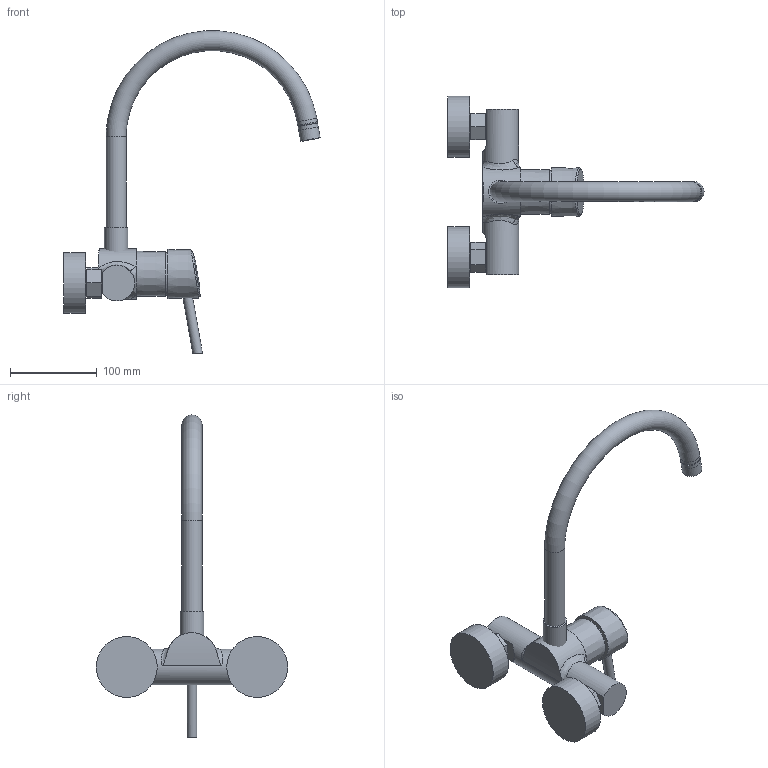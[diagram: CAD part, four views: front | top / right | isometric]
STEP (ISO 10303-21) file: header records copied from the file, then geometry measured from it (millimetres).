
FILE_DESCRIPTION(/* description */ ('Unknown'),/* implementation_level */ '2;1');
FILE_NAME(/* name */ '32667001',/* time_stamp */ '2022-09-09T06:26:08+02:00',/* author */ ('Unknown'),/* organization */ ('GROHE AG'),/* preprocessor_version */ 'ST-DEVELOPER v16.7',/* originating_system */ 'DEX',/* authorisation */ $);
FILE_SCHEMA (('AUTOMOTIVE_DESIGN {1 0 10303 214 3 1 1}'));
Length unit declared in the file: millimetre
Products named in the file (8): 32667001; 1; 32667001_0; 32667001_1; A_4282181_eurostyle_OHM shower mixer_housing-130905; id191; 02570038_NIPPEL_00974383
Assembly tree (7 placements, depth 2):
  32667001
    32667001
    1
    32667001_0
    32667001_1
    A_4282181_eurostyle_OHM shower mixer_housing-130905
    id191
    02570038_NIPPEL_00974383
Bounding box: 294.56 x 220 x 370.41 mm (x, y, z)
Volume: 586214.6 mm3; surface area: 124099.3 mm2
Topology: 5 solids, 14 shells, 59 faces, 174 edges, 128 vertices
Faces by surface type: plane 27, cylinder 15, bspline 7, sphere 4, cone 4, torus 2
Full cylindrical faces by diameter (mm): 11 x1, 18 x1, 22 x1, 22.8 x1, 23 x2, 24 x2, 27 x1, 41 x1, 70 x2
Entity records: 3607 total; most frequent: CARTESIAN_POINT 1980, ORIENTED_EDGE 261, DIRECTION 226, EDGE_CURVE 142, VERTEX_POINT 116, AXIS2_PLACEMENT_3D 91, EDGE_LOOP 77, FACE_BOUND 77
